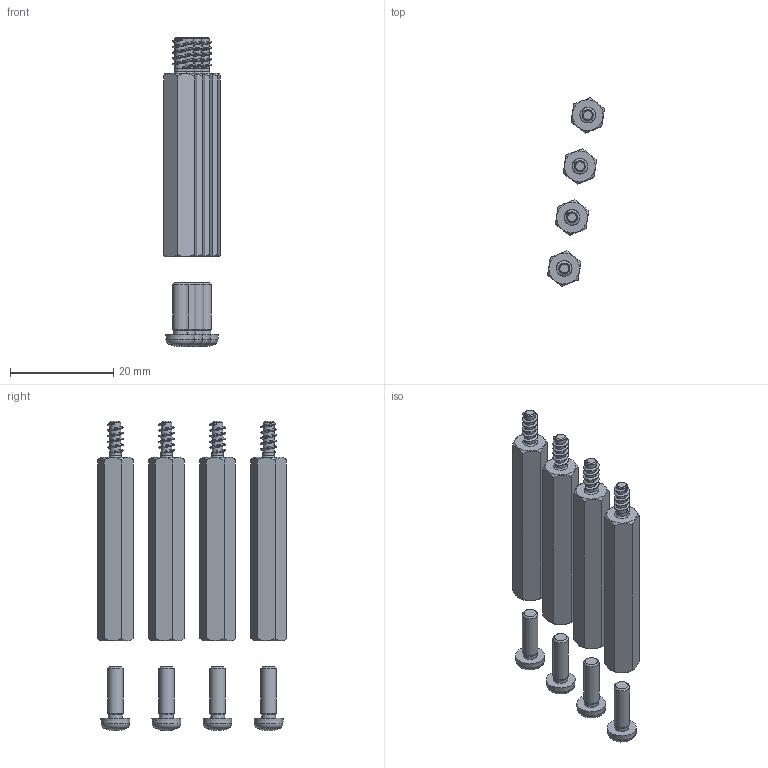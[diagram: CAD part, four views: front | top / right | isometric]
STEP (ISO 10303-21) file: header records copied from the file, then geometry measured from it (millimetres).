
FILE_DESCRIPTION((''),'2;1');
FILE_NAME('79005500_BS 5670.stp','2010-07-28T16:05:44',('hransiek'),(''),'Autodesk Inventor 2011','Autodesk Inventor 2011','');
FILE_SCHEMA(('AUTOMOTIVE_DESIGN { 1 0 10303 214 1 1 1 1 }'));
Length unit declared in the file: millimetre
Products named in the file (3): Baugruppe3; ISO 7045 H M3 x 10 - 4.8 - H; DIBLZ AK30-7-IM3-36_3D
Assembly tree (8 placements, depth 2):
  Baugruppe3
    ISO 7045 H M3 x 10 - 4.8 - H  x4
    DIBLZ AK30-7-IM3-36_3D  x4
Bounding box: 11 x 36.5 x 59.88 mm (x, y, z)
Volume: 4839.7 mm3; surface area: 4433.5 mm2
Topology: 8 solids, 8 shells, 220 faces, 540 edges, 344 vertices
Faces by surface type: plane 88, cone 68, cylinder 28, torus 24, bspline 8, sphere 4
Full cylindrical faces by diameter (mm): 2.2 x4, 2.459 x4, 2.729 x4, 3 x4
Entity records: 2259 total; most frequent: CARTESIAN_POINT 1003, DIRECTION 237, ORIENTED_EDGE 232, EDGE_CURVE 116, AXIS2_PLACEMENT_3D 103, VERTEX_POINT 82, EDGE_LOOP 72, FACE_OUTER_BOUND 55
